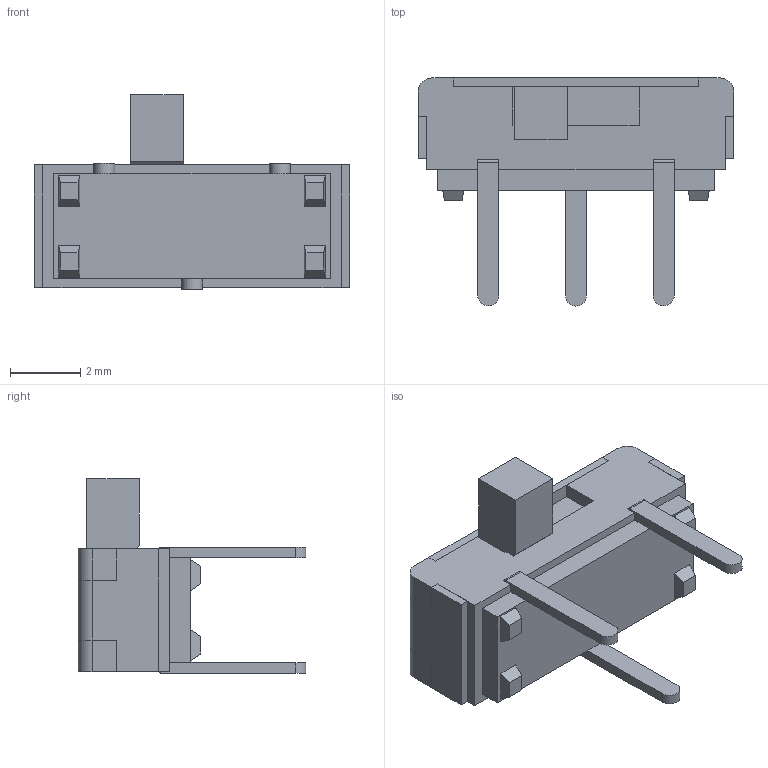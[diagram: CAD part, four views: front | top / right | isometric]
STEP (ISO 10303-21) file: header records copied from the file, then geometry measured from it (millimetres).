
FILE_DESCRIPTION(/* description */ (''),/* implementation_level */ '2;1');
FILE_NAME(/* name */ 'SW_SSSS213100.step',/* time_stamp */ '2022-02-03T23:19:55+01:00',/* author */ (''),/* organization */ (''),/* preprocessor_version */ 'ST-DEVELOPER v18.1',/* originating_system */ 'Autodesk Translation Framework v10.13.0.1454',/* authorisation */ '');
FILE_SCHEMA (('AUTOMOTIVE_DESIGN { 1 0 10303 214 3 1 1 }'));
Length unit declared in the file: millimetre
Products named in the file (1): SSSS213100
Bounding box: 9 x 6.5 x 5.55 mm (x, y, z)
Volume: 101.5 mm3; surface area: 258.4 mm2
Topology: 2 solids, 2 shells, 128 faces, 360 edges, 238 vertices
Faces by surface type: plane 110, cylinder 18
Entity records: 4171 total; most frequent: CARTESIAN_POINT 727, ORIENTED_EDGE 720, DIRECTION 654, EDGE_CURVE 360, LINE 324, VECTOR 324, VERTEX_POINT 238, AXIS2_PLACEMENT_3D 165
